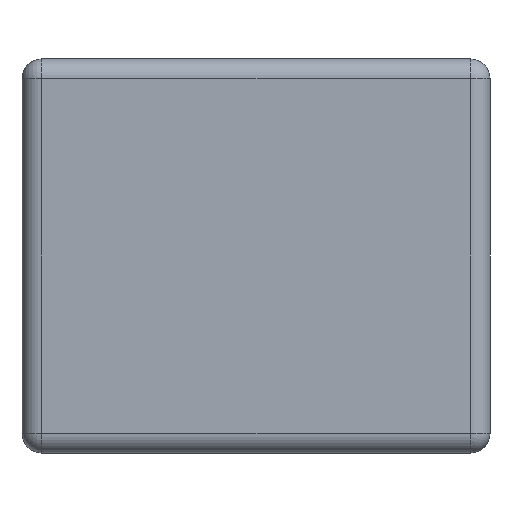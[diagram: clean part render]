
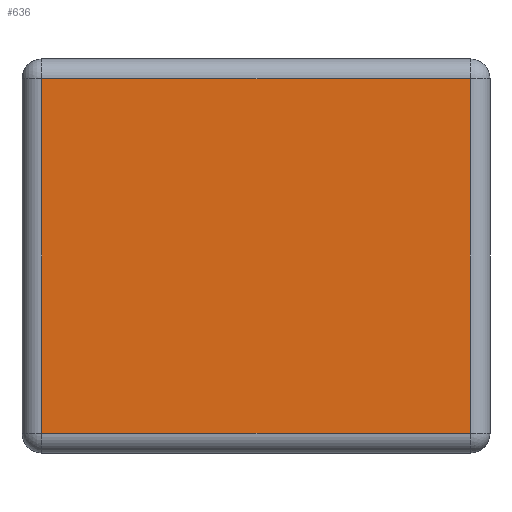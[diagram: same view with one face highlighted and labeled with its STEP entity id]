
A CAD part, left-side view. The second image highlights one B-rep face of the part: STEP entity #636.
In plain terms, the highlighted planar face has unit normal (-1, 0, 0).
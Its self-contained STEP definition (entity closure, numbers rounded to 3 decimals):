
#13 = EDGE_CURVE ( 'NONE', #663, #280, #893, .T. ) ;
#54 = LINE ( 'NONE', #235, #1003 ) ;
#140 = DIRECTION ( 'NONE',  ( 0., 0., -1. ) ) ;
#172 = EDGE_LOOP ( 'NONE', ( #406, #783, #992, #587 ) ) ;
#183 = CARTESIAN_POINT ( 'NONE',  ( -1.6, 1.82, 0.72 ) ) ;
#235 = CARTESIAN_POINT ( 'NONE',  ( -1.6, 1.82, -0.8 ) ) ;
#250 = CARTESIAN_POINT ( 'NONE',  ( -1.6, 0.08, -0.72 ) ) ;
#280 = VERTEX_POINT ( 'NONE', #617 ) ;
#313 = CARTESIAN_POINT ( 'NONE',  ( -1.6, 1.9, 0.72 ) ) ;
#342 = VECTOR ( 'NONE', #395, 1000. ) ;
#381 = VECTOR ( 'NONE', #467, 1000. ) ;
#382 = VERTEX_POINT ( 'NONE', #183 ) ;
#395 = DIRECTION ( 'NONE',  ( 0., 0., 1. ) ) ;
#406 = ORIENTED_EDGE ( 'NONE', *, *, #602, .T. ) ;
#453 = LINE ( 'NONE', #649, #381 ) ;
#467 = DIRECTION ( 'NONE',  ( 0., -1., 0. ) ) ;
#587 = ORIENTED_EDGE ( 'NONE', *, *, #1114, .T. ) ;
#602 = EDGE_CURVE ( 'NONE', #382, #781, #54, .T. ) ;
#604 = DIRECTION ( 'NONE',  ( 0., 1., 0. ) ) ;
#617 = CARTESIAN_POINT ( 'NONE',  ( -1.6, 0.08, 0.72 ) ) ;
#628 = PLANE ( 'NONE',  #1146 ) ;
#636 = ADVANCED_FACE ( 'NONE', ( #813 ), #628, .F. ) ;
#649 = CARTESIAN_POINT ( 'NONE',  ( -1.6, 1.9, -0.72 ) ) ;
#663 = VERTEX_POINT ( 'NONE', #250 ) ;
#685 = EDGE_CURVE ( 'NONE', #781, #663, #453, .T. ) ;
#781 = VERTEX_POINT ( 'NONE', #1012 ) ;
#783 = ORIENTED_EDGE ( 'NONE', *, *, #685, .T. ) ;
#797 = CARTESIAN_POINT ( 'NONE',  ( -1.6, 0.08, -0.8 ) ) ;
#813 = FACE_OUTER_BOUND ( 'NONE', #172, .T. ) ;
#840 = DIRECTION ( 'NONE',  ( 1., 0., 0. ) ) ;
#892 = LINE ( 'NONE', #313, #983 ) ;
#893 = LINE ( 'NONE', #797, #342 ) ;
#983 = VECTOR ( 'NONE', #604, 1000. ) ;
#992 = ORIENTED_EDGE ( 'NONE', *, *, #13, .T. ) ;
#1003 = VECTOR ( 'NONE', #1118, 1000. ) ;
#1012 = CARTESIAN_POINT ( 'NONE',  ( -1.6, 1.82, -0.72 ) ) ;
#1019 = CARTESIAN_POINT ( 'NONE',  ( -1.6, 1.9, -0.8 ) ) ;
#1114 = EDGE_CURVE ( 'NONE', #280, #382, #892, .T. ) ;
#1118 = DIRECTION ( 'NONE',  ( 0., 0., -1. ) ) ;
#1146 = AXIS2_PLACEMENT_3D ( 'NONE', #1019, #840, #140 ) ;
